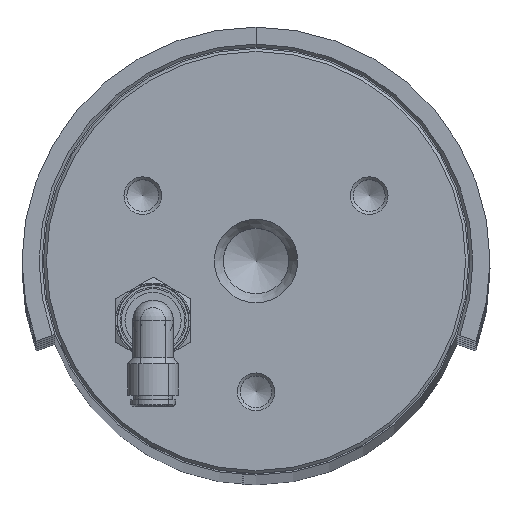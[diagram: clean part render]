
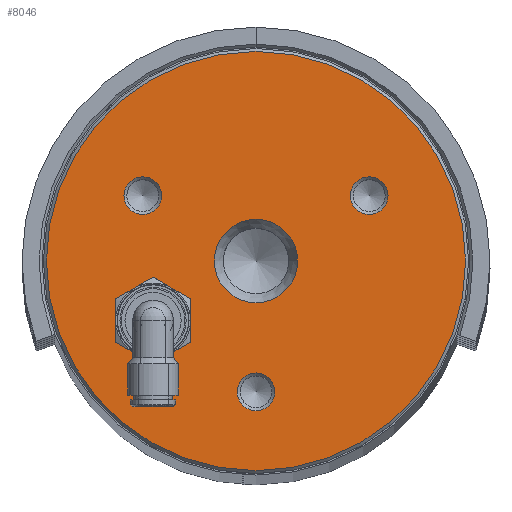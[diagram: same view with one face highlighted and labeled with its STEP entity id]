
A CAD part, top view. The second image highlights one B-rep face of the part: STEP entity #8046.
In plain terms, the highlighted face is planar.
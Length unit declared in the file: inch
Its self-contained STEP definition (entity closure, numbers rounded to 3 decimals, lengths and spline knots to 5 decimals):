
#94 = EDGE_LOOP ( 'NONE', ( #6213 ) ) ;
#307 = EDGE_CURVE ( 'NONE', #3356, #3356, #12025, .T. ) ;
#662 = CARTESIAN_POINT ( 'NONE',  ( 0., 1.25, -1.8775 ) ) ;
#862 = AXIS2_PLACEMENT_3D ( 'NONE', #10855, #6312, #12118 ) ;
#987 = DIRECTION ( 'NONE',  ( -1., 0., 0. ) ) ;
#1266 = CARTESIAN_POINT ( 'NONE',  ( -0.19783, -1.375, -1.8775 ) ) ;
#1400 = DIRECTION ( 'NONE',  ( -1., 0., 0. ) ) ;
#2214 = FACE_BOUND ( 'NONE', #8163, .T. ) ;
#2223 = DIRECTION ( 'NONE',  ( -1., 0., 0. ) ) ;
#2241 = CARTESIAN_POINT ( 'NONE',  ( 0., 0., -1.8775 ) ) ;
#2286 = FACE_BOUND ( 'NONE', #94, .T. ) ;
#2512 = FACE_BOUND ( 'NONE', #9176, .T. ) ;
#2975 = DIRECTION ( 'NONE',  ( -1., 0., 0. ) ) ;
#3085 = AXIS2_PLACEMENT_3D ( 'NONE', #10553, #10624, #6072 ) ;
#3324 = CIRCLE ( 'NONE', #3085, 0.19783 ) ;
#3356 = VERTEX_POINT ( 'NONE', #1266 ) ;
#3408 = DIRECTION ( 'NONE',  ( 0., 0., -1. ) ) ;
#3590 = DIRECTION ( 'NONE',  ( 0., 0., -1. ) ) ;
#3658 = DIRECTION ( 'NONE',  ( -1., 0., 0. ) ) ;
#4016 = CIRCLE ( 'NONE', #12371, 0.32898 ) ;
#4020 = ORIENTED_EDGE ( 'NONE', *, *, #14421, .F. ) ;
#4245 = ORIENTED_EDGE ( 'NONE', *, *, #6887, .F. ) ;
#4308 = VERTEX_POINT ( 'NONE', #7751 ) ;
#4525 = FACE_OUTER_BOUND ( 'NONE', #11437, .T. ) ;
#4537 = CARTESIAN_POINT ( 'NONE',  ( 0., 0., -1.8775 ) ) ;
#5127 = VERTEX_POINT ( 'NONE', #7457 ) ;
#5425 = EDGE_CURVE ( 'NONE', #10515, #10515, #13002, .T. ) ;
#5834 = AXIS2_PLACEMENT_3D ( 'NONE', #7451, #3590, #3658 ) ;
#6072 = DIRECTION ( 'NONE',  ( -1., 0., 0. ) ) ;
#6213 = ORIENTED_EDGE ( 'NONE', *, *, #7695, .F. ) ;
#6264 = VERTEX_POINT ( 'NONE', #8504 ) ;
#6312 = DIRECTION ( 'NONE',  ( 0., 0., -1. ) ) ;
#6881 = EDGE_LOOP ( 'NONE', ( #8176 ) ) ;
#6887 = EDGE_CURVE ( 'NONE', #6264, #6264, #8497, .T. ) ;
#7451 = CARTESIAN_POINT ( 'NONE',  ( 0., -1.375, -1.8775 ) ) ;
#7457 = CARTESIAN_POINT ( 'NONE',  ( -1.38862, 0.6875, -1.8775 ) ) ;
#7465 = DIRECTION ( 'NONE',  ( 0., 0., -1. ) ) ;
#7537 = AXIS2_PLACEMENT_3D ( 'NONE', #2241, #12407, #987 ) ;
#7695 = EDGE_CURVE ( 'NONE', #13049, #13049, #8735, .T. ) ;
#7751 = CARTESIAN_POINT ( 'NONE',  ( -0.32898, 1.25, -1.8775 ) ) ;
#8046 = ADVANCED_FACE ( 'NONE', ( #13635, #2286, #2512, #10424, #2214, #4525 ), #11386, .T. ) ;
#8163 = EDGE_LOOP ( 'NONE', ( #4245 ) ) ;
#8176 = ORIENTED_EDGE ( 'NONE', *, *, #13262, .F. ) ;
#8497 = CIRCLE ( 'NONE', #10392, 0.4375 ) ;
#8504 = CARTESIAN_POINT ( 'NONE',  ( -0.4375, 0., -1.8775 ) ) ;
#8735 = CIRCLE ( 'NONE', #862, 0.19783 ) ;
#8981 = ORIENTED_EDGE ( 'NONE', *, *, #307, .F. ) ;
#9097 = CARTESIAN_POINT ( 'NONE',  ( 2.25, -8.31545, -1.8775 ) ) ;
#9176 = EDGE_LOOP ( 'NONE', ( #4020 ) ) ;
#9614 = CARTESIAN_POINT ( 'NONE',  ( -2.204, 0., -1.8775 ) ) ;
#10392 = AXIS2_PLACEMENT_3D ( 'NONE', #4537, #12753, #2223 ) ;
#10424 = FACE_BOUND ( 'NONE', #6881, .T. ) ;
#10515 = VERTEX_POINT ( 'NONE', #9614 ) ;
#10553 = CARTESIAN_POINT ( 'NONE',  ( -1.19078, 0.6875, -1.8775 ) ) ;
#10624 = DIRECTION ( 'NONE',  ( 0., 0., -1. ) ) ;
#10855 = CARTESIAN_POINT ( 'NONE',  ( 1.19078, 0.6875, -1.8775 ) ) ;
#11386 = PLANE ( 'NONE',  #12080 ) ;
#11418 = ORIENTED_EDGE ( 'NONE', *, *, #5425, .T. ) ;
#11437 = EDGE_LOOP ( 'NONE', ( #11418 ) ) ;
#12025 = CIRCLE ( 'NONE', #5834, 0.19783 ) ;
#12080 = AXIS2_PLACEMENT_3D ( 'NONE', #9097, #3408, #1400 ) ;
#12118 = DIRECTION ( 'NONE',  ( -1., 0., 0. ) ) ;
#12371 = AXIS2_PLACEMENT_3D ( 'NONE', #662, #7465, #2975 ) ;
#12407 = DIRECTION ( 'NONE',  ( 0., 0., -1. ) ) ;
#12753 = DIRECTION ( 'NONE',  ( 0., 0., -1. ) ) ;
#12903 = CARTESIAN_POINT ( 'NONE',  ( 0.99295, 0.6875, -1.8775 ) ) ;
#13002 = CIRCLE ( 'NONE', #7537, 2.204 ) ;
#13049 = VERTEX_POINT ( 'NONE', #12903 ) ;
#13262 = EDGE_CURVE ( 'NONE', #4308, #4308, #4016, .T. ) ;
#13369 = EDGE_LOOP ( 'NONE', ( #8981 ) ) ;
#13635 = FACE_BOUND ( 'NONE', #13369, .T. ) ;
#14421 = EDGE_CURVE ( 'NONE', #5127, #5127, #3324, .T. ) ;
